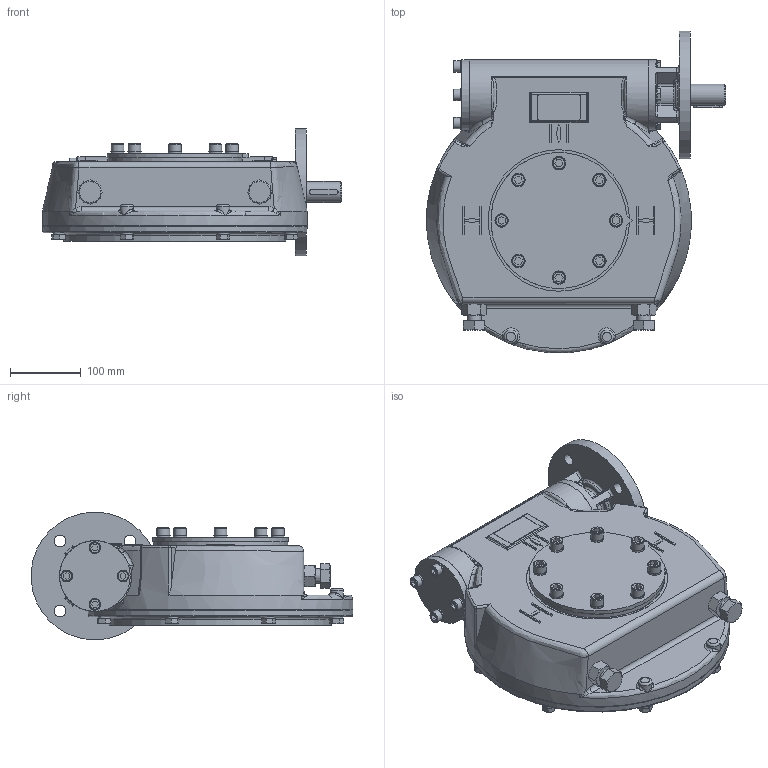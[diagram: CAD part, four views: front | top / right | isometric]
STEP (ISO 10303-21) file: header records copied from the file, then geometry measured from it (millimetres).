
FILE_DESCRIPTION(/* description */ ('Unknown'),/* implementation_level */ '2;1');
FILE_NAME(/* name */ 'PUB-IW63FB-F14-F16',/* time_stamp */ '2016-07-08T11:30:42+01:00',/* author */ ('Unknown'),/* organization */ ('Unknown'),/* preprocessor_version */ 'ST-DEVELOPER v16',/* originating_system */ 'DEX',/* authorisation */ $);
FILE_SCHEMA (('AUTOMOTIVE_DESIGN {1 0 10303 214 3 1 1}'));
Length unit declared in the file: millimetre
Products named in the file (1): PUB-IW63FB-F14-F16
Bounding box: 423.23 x 455.04 x 180.21 mm (x, y, z)
Surface area: 632644.5 mm2 (no closed solid volume)
Topology: 0 solids, 67 shells, 784 faces, 2063 edges, 1347 vertices
Faces by surface type: plane 360, cylinder 150, cone 135, bspline 68, torus 38, sphere 33
Full cylindrical faces by diameter (mm): 11 x8, 16 x4, 16.299 x6, 16.5 x4, 16.6 x12, 18 x8, 19 x10, 20 x2, 21 x4, 30 x1, 30.32 x1, 55.02 x1, 100 x2, 100.1 x1, 130 x1, 180.9 x1, 190 x1, 200.25 x1
Entity records: 39519 total; most frequent: CARTESIAN_POINT 18925, ORIENTED_EDGE 3356, DIRECTION 3335, EDGE_CURVE 1879, AXIS2_PLACEMENT_3D 1340, VERTEX_POINT 1311, FACE_BOUND 1074, EDGE_LOOP 1070
